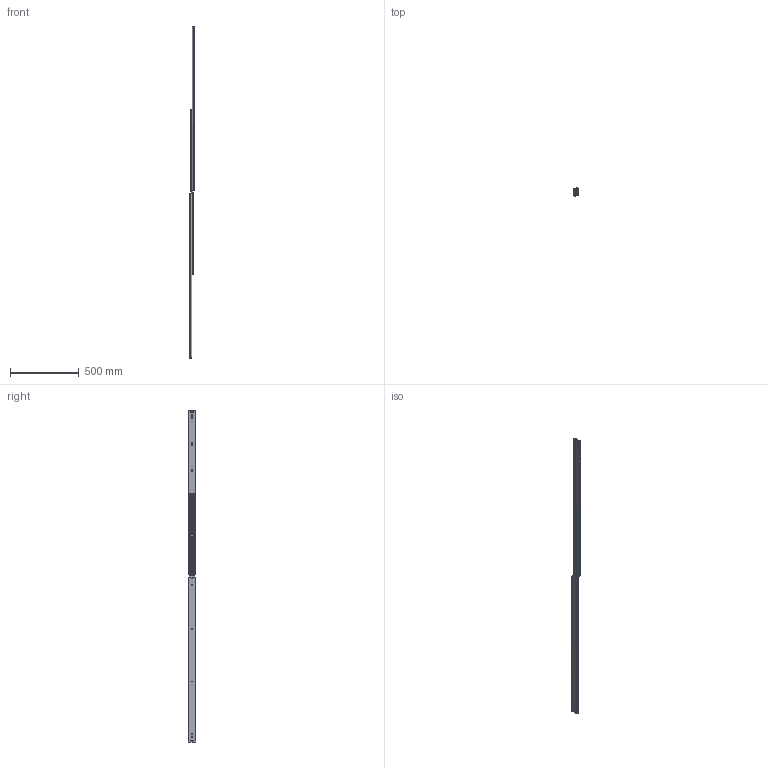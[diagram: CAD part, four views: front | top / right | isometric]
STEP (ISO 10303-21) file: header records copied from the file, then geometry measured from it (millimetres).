
FILE_DESCRIPTION(/* description */ ('Vollauszug Serie 048 1200x1216'),/* implementation_level */ '2;1');
FILE_NAME(/* name */ '07000067005.stp',/* time_stamp */ '2020-12-10T10:07:50+01:00',/* author */ ('Philipp Joos'),/* organization */ (''),/* preprocessor_version */ 'ST-DEVELOPER v18',/* originating_system */ 'Autodesk Inventor 2020',/* authorisation */ '');
FILE_SCHEMA (('AUTOMOTIVE_DESIGN { 1 0 10303 214 3 1 1 }'));
Products named in the file (1): 07000067005
Bounding box: 36 x 57.87 x 2416 mm (x, y, z)
Volume: 738561.6 mm3; surface area: 954469.9 mm2
Topology: 188 solids, 188 shells, 6830 faces, 19932 edges, 13220 vertices
Faces by surface type: plane 3104, cylinder 1458, cone 916, torus 704, bspline 500, sphere 148
Full cylindrical faces by diameter (mm): 1.5 x4, 2.8 x12, 3.5 x16, 4 x12, 4.2 x24, 4.5 x10, 4.6 x12, 5 x2, 5.3 x2, 5.5 x2, 5.9 x4, 6 x4, 8 x8, 12 x4
Entity records: 264538 total; most frequent: CARTESIAN_POINT 85443, ORIENTED_EDGE 39256, DIRECTION 32302, EDGE_CURVE 19628, VERTEX_POINT 13220, AXIS2_PLACEMENT_3D 11473, LINE 9356, VECTOR 9356
